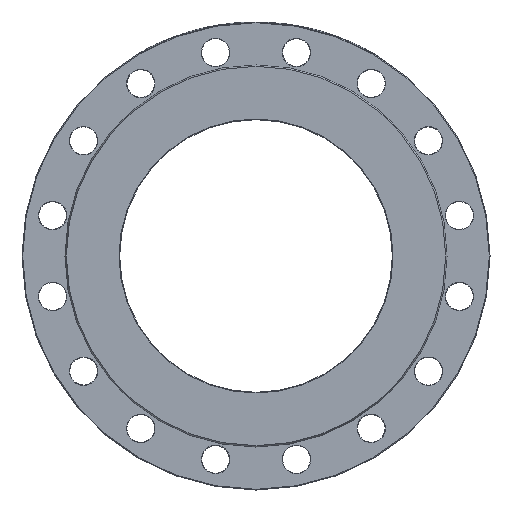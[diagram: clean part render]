
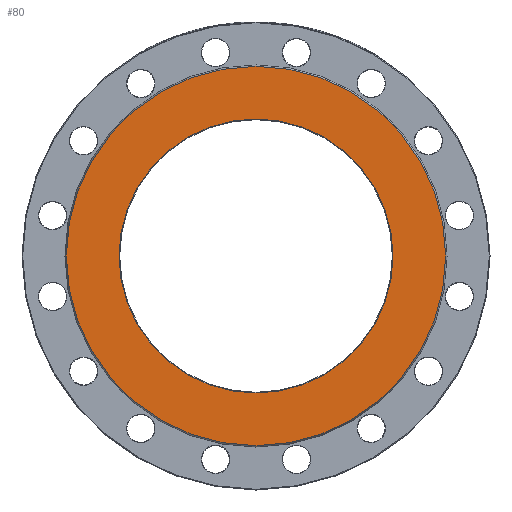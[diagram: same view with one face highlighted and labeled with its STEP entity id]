
A CAD part, left-side view. The second image highlights one B-rep face of the part: STEP entity #80.
In plain terms, the highlighted planar face has unit normal (-1, 0, 0).
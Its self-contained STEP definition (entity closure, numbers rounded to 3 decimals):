
#80 = ADVANCED_FACE ( 'NONE', ( #10524, #7049 ), #9678, .F. ) ;
#265 = DIRECTION ( 'NONE',  ( 1., 0., 0. ) ) ;
#642 = CARTESIAN_POINT ( 'NONE',  ( 0., 0., 0. ) ) ;
#1830 = DIRECTION ( 'NONE',  ( 1., 0., 0. ) ) ;
#2068 = DIRECTION ( 'NONE',  ( 0., 0., -1. ) ) ;
#2414 = VERTEX_POINT ( 'NONE', #6718 ) ;
#2833 = CIRCLE ( 'NONE', #9069, 193.2 ) ;
#3051 = CARTESIAN_POINT ( 'NONE',  ( 0., 0., 0. ) ) ;
#4210 = ORIENTED_EDGE ( 'NONE', *, *, #6140, .T. ) ;
#6140 = EDGE_CURVE ( 'NONE', #2414, #2414, #9398, .T. ) ;
#6240 = ORIENTED_EDGE ( 'NONE', *, *, #10654, .T. ) ;
#6278 = DIRECTION ( 'NONE',  ( -1., 0., 0. ) ) ;
#6683 = EDGE_LOOP ( 'NONE', ( #4210 ) ) ;
#6718 = CARTESIAN_POINT ( 'NONE',  ( 0., 0., 267.5 ) ) ;
#6999 = AXIS2_PLACEMENT_3D ( 'NONE', #642, #6278, #8056 ) ;
#7049 = FACE_OUTER_BOUND ( 'NONE', #6683, .T. ) ;
#8056 = DIRECTION ( 'NONE',  ( 0., 0., 1. ) ) ;
#9004 = CARTESIAN_POINT ( 'NONE',  ( 0., 192.2, 0. ) ) ;
#9069 = AXIS2_PLACEMENT_3D ( 'NONE', #3051, #265, #9829 ) ;
#9398 = CIRCLE ( 'NONE', #6999, 267.5 ) ;
#9508 = AXIS2_PLACEMENT_3D ( 'NONE', #9004, #1830, #2068 ) ;
#9678 = PLANE ( 'NONE',  #9508 ) ;
#9829 = DIRECTION ( 'NONE',  ( 0., 0., -1. ) ) ;
#9897 = VERTEX_POINT ( 'NONE', #10750 ) ;
#9948 = EDGE_LOOP ( 'NONE', ( #6240 ) ) ;
#10524 = FACE_BOUND ( 'NONE', #9948, .T. ) ;
#10654 = EDGE_CURVE ( 'NONE', #9897, #9897, #2833, .T. ) ;
#10750 = CARTESIAN_POINT ( 'NONE',  ( 0., 0., -193.2 ) ) ;
